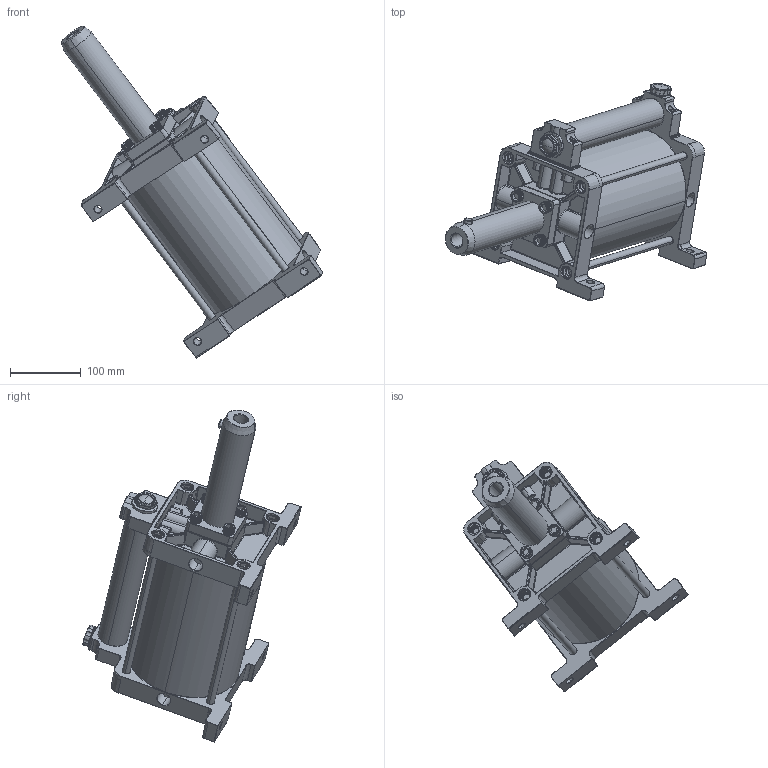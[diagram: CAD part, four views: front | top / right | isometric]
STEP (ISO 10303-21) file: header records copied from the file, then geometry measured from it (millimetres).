
FILE_DESCRIPTION (( 'STEP AP203' ), '1' );
FILE_NAME ('YNBH3-60-170.STEP', '2015-12-14T01:23:09', ( 'yrd8' ), ( '' ), 'SwSTEP 2.0', 'SolidWorks 2008', '' );
FILE_SCHEMA (( 'CONFIG_CONTROL_DESIGN' ));
Length unit declared in the file: millimetre
Products named in the file (3): YNBH3-60-170; YNBH3-60-170 隸憶睡&粽塭鰍; YNBH3-60-170 ぅ粽&醴幗&顫檜煎萄
Assembly tree (2 placements, depth 2):
  YNBH3-60-170
    YNBH3-60-170 ぅ粽&醴幗&顫檜煎萄
    YNBH3-60-170 隸憶睡&粽塭鰍
Bounding box: 369.41 x 308.12 x 469.16 mm (x, y, z)
Volume: 6225228.5 mm3; surface area: 443219.3 mm2
Topology: 2 solids, 4 shells, 3056 faces, 6840 edges, 4185 vertices
Faces by surface type: plane 1217, cylinder 1186, torus 296, bspline 140, sphere 119, cone 98
Entity records: 91217 total; most frequent: CARTESIAN_POINT 21859, DIRECTION 15803, ORIENTED_EDGE 13542, EDGE_CURVE 6771, AXIS2_PLACEMENT_3D 6632, VERTEX_POINT 4177, CIRCLE 3711, EDGE_LOOP 3536
